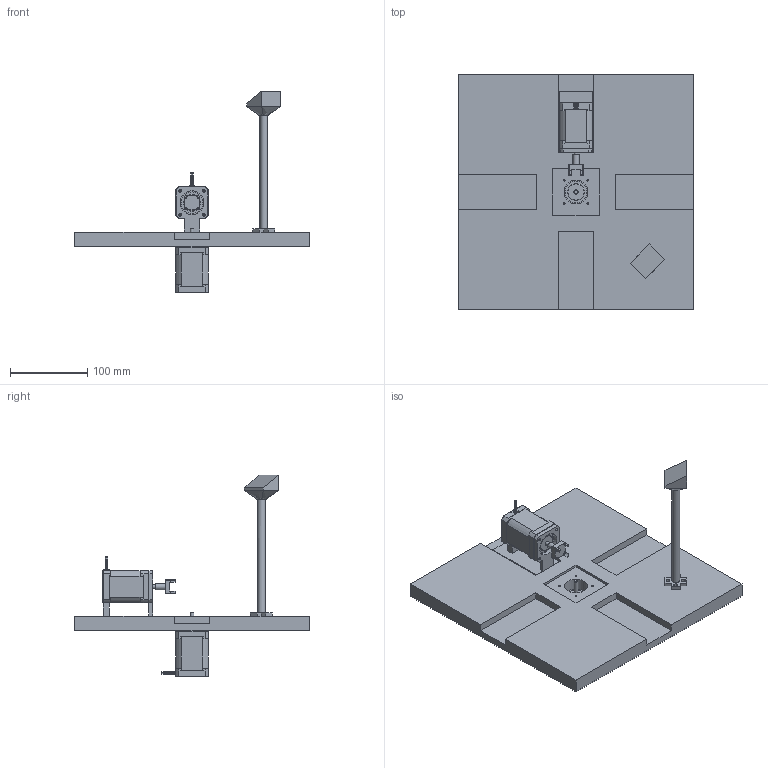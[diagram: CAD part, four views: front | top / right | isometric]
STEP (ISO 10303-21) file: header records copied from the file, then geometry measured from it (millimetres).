
FILE_DESCRIPTION(/* description */ ('','CAx-IF Rec.Pracs.---Representation and Presentation of Product Manufacturing Information (PMI)---4.0---2014-10-13'),/* implementation_level */ '2;1');
FILE_NAME(/* name */ 'Rubik''sRobot.step',/* time_stamp */ '2024-12-17T23:33:13-05:00',/* author */ (''),/* organization */ (''),/* preprocessor_version */ 'ST-DEVELOPER v20',/* originating_system */ 'Autodesk Translation Framework v13.20.0.188',/* authorisation */ '');
FILE_SCHEMA (('AP242_MANAGED_MODEL_BASED_3D_ENGINEERING_MIM_LF { 1 0 10303 442 1 1 4 }'));
Length unit declared in the file: millimetre
Products named in the file (24): Rubik'sRobot; NEMA17_60_II; NEMA17_60_II_1; Copper-2of4; Frontplate; Backplate; Connenctor; Housing; Bearing dummy; Bearing dummy 01; Core; M3x52-Screw; M3x52-Screw007; M3x52-Screw008; M3x52-Screw009; Cable-1of4; Copper-1of4; Cable-2of4; Copper-4of4; Cable-3of4; Copper-3of4; Cable-4of4; Rubik'sTurner; CameraMount
Assembly tree (41 placements, depth 3):
  Rubik'sRobot
    NEMA17_60_II
      Copper-2of4
      Frontplate
      Backplate
      Connenctor
      Housing
      Bearing dummy
      Bearing dummy 01
      Core
      M3x52-Screw
      M3x52-Screw007
      M3x52-Screw008
      M3x52-Screw009
      Cable-1of4
      Copper-1of4
      Cable-2of4
      Copper-4of4
      Cable-3of4
      Copper-3of4
      Cable-4of4
    NEMA17_60_II_1
      Copper-2of4
      Frontplate
      Backplate
      Connenctor
      Housing
      Bearing dummy
      Bearing dummy 01
      Core
      M3x52-Screw
      M3x52-Screw007
      M3x52-Screw008
      M3x52-Screw009
      Cable-1of4
      Copper-1of4
      Cable-2of4
      Copper-4of4
      Cable-3of4
      Copper-3of4
      Cable-4of4
    CameraMount
  Rubik'sTurner
Bounding box: 304.8 x 304.8 x 262 mm (x, y, z)
Volume: 1800456 mm3; surface area: 327457.6 mm2
Topology: 42 solids, 42 shells, 1511 faces, 3588 edges, 2242 vertices
Faces by surface type: bspline 708, plane 472, cylinder 203, torus 66, cone 62
Full cylindrical faces by diameter (mm): 2.46 x28, 3 x8, 3.5 x4, 5 x6, 5.5 x2, 6 x8, 8 x11, 10 x1, 11.4 x8, 12 x12, 16 x2, 17.8 x8, 18.4 x8, 22 x10, 28 x6, 30 x4, 30.904 x2, 35 x2
Entity records: 33475 total; most frequent: CARTESIAN_POINT 14287, ORIENTED_EDGE 3906, DIRECTION 3682, EDGE_CURVE 1953, AXIS2_PLACEMENT_3D 1388, VERTEX_POINT 1229, EDGE_LOOP 934, LINE 906
